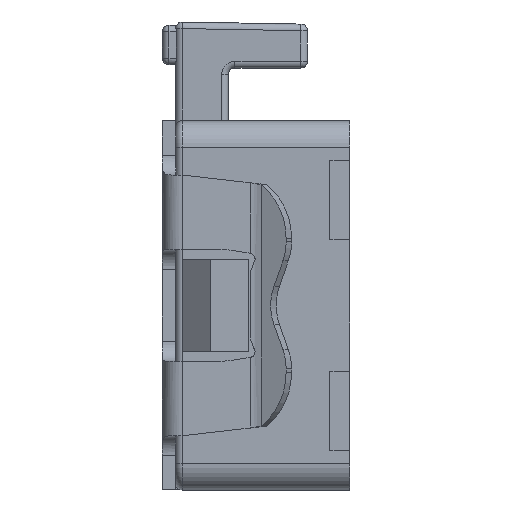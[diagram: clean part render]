
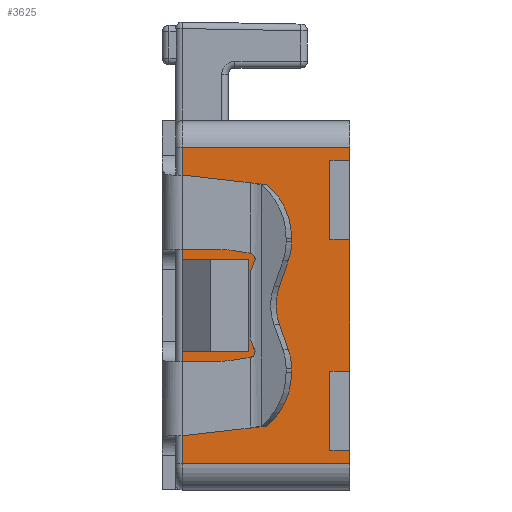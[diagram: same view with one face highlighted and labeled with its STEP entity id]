
A CAD part, left-side view. The second image highlights one B-rep face of the part: STEP entity #3625.
In plain terms, the highlighted planar face has unit normal (-1, 0, 0).
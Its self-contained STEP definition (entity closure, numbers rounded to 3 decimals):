
#54 = ORIENTED_EDGE ( 'NONE', *, *, #8949, .F. ) ;
#107 = VERTEX_POINT ( 'NONE', #4376 ) ;
#165 = VERTEX_POINT ( 'NONE', #6660 ) ;
#256 = VECTOR ( 'NONE', #3514, 1000. ) ;
#339 = VECTOR ( 'NONE', #1231, 1000. ) ;
#380 = VECTOR ( 'NONE', #4284, 1000. ) ;
#490 = CARTESIAN_POINT ( 'NONE',  ( -1.9, -1.27, -1.2 ) ) ;
#576 = VECTOR ( 'NONE', #8259, 1000. ) ;
#793 = ORIENTED_EDGE ( 'NONE', *, *, #4450, .T. ) ;
#829 = EDGE_CURVE ( 'NONE', #8499, #1612, #1545, .T. ) ;
#969 = CARTESIAN_POINT ( 'NONE',  ( -1.9, -1.42, -1.2 ) ) ;
#1177 = ORIENTED_EDGE ( 'NONE', *, *, #829, .F. ) ;
#1180 = ORIENTED_EDGE ( 'NONE', *, *, #2325, .F. ) ;
#1229 = ORIENTED_EDGE ( 'NONE', *, *, #8895, .T. ) ;
#1231 = DIRECTION ( 'NONE',  ( 0., 1., 0. ) ) ;
#1270 = VECTOR ( 'NONE', #1673, 1000. ) ;
#1288 = LINE ( 'NONE', #8006, #339 ) ;
#1300 = DIRECTION ( 'NONE',  ( 0., 0., -1. ) ) ;
#1346 = DIRECTION ( 'NONE',  ( 0., 0., -1. ) ) ;
#1390 = CARTESIAN_POINT ( 'NONE',  ( -1.9, -1.42, -1.2 ) ) ;
#1452 = DIRECTION ( 'NONE',  ( 0., 0., -1. ) ) ;
#1495 = CARTESIAN_POINT ( 'NONE',  ( -1.9, -0.15, 0.35 ) ) ;
#1545 = LINE ( 'NONE', #1390, #6101 ) ;
#1612 = VERTEX_POINT ( 'NONE', #6771 ) ;
#1620 = DIRECTION ( 'NONE',  ( 0., 1., 0. ) ) ;
#1662 = DIRECTION ( 'NONE',  ( 0., 1., 0. ) ) ;
#1673 = DIRECTION ( 'NONE',  ( 0., 0., -1. ) ) ;
#1808 = ORIENTED_EDGE ( 'NONE', *, *, #5342, .T. ) ;
#1890 = VERTEX_POINT ( 'NONE', #6020 ) ;
#1916 = EDGE_CURVE ( 'NONE', #4311, #5520, #3365, .T. ) ;
#1971 = CARTESIAN_POINT ( 'NONE',  ( -1.9, -0.15, -1.2 ) ) ;
#2017 = CARTESIAN_POINT ( 'NONE',  ( -1.9, -7.56, 1.1 ) ) ;
#2042 = EDGE_CURVE ( 'NONE', #3975, #6862, #3958, .T. ) ;
#2301 = CARTESIAN_POINT ( 'NONE',  ( -1.9, -0.655, 0.35 ) ) ;
#2325 = EDGE_CURVE ( 'NONE', #107, #4725, #6664, .T. ) ;
#2346 = ORIENTED_EDGE ( 'NONE', *, *, #4919, .F. ) ;
#2381 = DIRECTION ( 'NONE',  ( 0., 1., 0. ) ) ;
#2451 = ORIENTED_EDGE ( 'NONE', *, *, #2988, .F. ) ;
#2460 = CARTESIAN_POINT ( 'NONE',  ( -1.9, -1.42, -0.5 ) ) ;
#2490 = EDGE_CURVE ( 'NONE', #8499, #9011, #1288, .T. ) ;
#2510 = EDGE_CURVE ( 'NONE', #107, #1890, #8042, .T. ) ;
#2523 = VECTOR ( 'NONE', #2381, 1000. ) ;
#2553 = CARTESIAN_POINT ( 'NONE',  ( -1.9, -1.27, 0.5 ) ) ;
#2892 = ORIENTED_EDGE ( 'NONE', *, *, #5997, .T. ) ;
#2906 = CARTESIAN_POINT ( 'NONE',  ( -1.9, -0.655, -0.35 ) ) ;
#2988 = EDGE_CURVE ( 'NONE', #9305, #7302, #9203, .T. ) ;
#3124 = VECTOR ( 'NONE', #1662, 1000. ) ;
#3136 = AXIS2_PLACEMENT_3D ( 'NONE', #7669, #3948, #9299 ) ;
#3137 = ORIENTED_EDGE ( 'NONE', *, *, #2510, .T. ) ;
#3249 = VECTOR ( 'NONE', #1620, 1000. ) ;
#3312 = ORIENTED_EDGE ( 'NONE', *, *, #2490, .T. ) ;
#3365 = LINE ( 'NONE', #7550, #3249 ) ;
#3368 = LINE ( 'NONE', #7506, #576 ) ;
#3514 = DIRECTION ( 'NONE',  ( 0., -1., 0. ) ) ;
#3625 = ADVANCED_FACE ( 'NONE', ( #8025 ), #7791, .F. ) ;
#3691 = CARTESIAN_POINT ( 'NONE',  ( -1.9, -0.15, -1.2 ) ) ;
#3763 = DIRECTION ( 'NONE',  ( 0., 0., -1. ) ) ;
#3948 = DIRECTION ( 'NONE',  ( 1., 0., 0. ) ) ;
#3958 = LINE ( 'NONE', #9371, #7810 ) ;
#3975 = VERTEX_POINT ( 'NONE', #8710 ) ;
#3999 = CARTESIAN_POINT ( 'NONE',  ( -1.9, -1.27, 1.1 ) ) ;
#4122 = EDGE_CURVE ( 'NONE', #1612, #6862, #5916, .T. ) ;
#4284 = DIRECTION ( 'NONE',  ( 0., 0., 1. ) ) ;
#4311 = VERTEX_POINT ( 'NONE', #5526 ) ;
#4376 = CARTESIAN_POINT ( 'NONE',  ( -1.9, -1.42, 1.2 ) ) ;
#4450 = EDGE_CURVE ( 'NONE', #1890, #7302, #8472, .T. ) ;
#4497 = VECTOR ( 'NONE', #6331, 1000. ) ;
#4585 = CARTESIAN_POINT ( 'NONE',  ( -1.9, -1.42, -1.2 ) ) ;
#4614 = LINE ( 'NONE', #5649, #4497 ) ;
#4657 = LINE ( 'NONE', #5364, #5936 ) ;
#4678 = VECTOR ( 'NONE', #7062, 1000. ) ;
#4725 = VERTEX_POINT ( 'NONE', #8206 ) ;
#4779 = VECTOR ( 'NONE', #5733, 1000. ) ;
#4919 = EDGE_CURVE ( 'NONE', #6173, #5520, #4614, .T. ) ;
#4982 = CARTESIAN_POINT ( 'NONE',  ( -1.9, -7.56, 1.2 ) ) ;
#5077 = LINE ( 'NONE', #2301, #5774 ) ;
#5114 = ORIENTED_EDGE ( 'NONE', *, *, #2042, .T. ) ;
#5342 = EDGE_CURVE ( 'NONE', #9305, #9467, #5077, .T. ) ;
#5364 = CARTESIAN_POINT ( 'NONE',  ( -1.9, -0.655, -0.35 ) ) ;
#5520 = VERTEX_POINT ( 'NONE', #2553 ) ;
#5526 = CARTESIAN_POINT ( 'NONE',  ( -1.9, -1.42, 0.5 ) ) ;
#5649 = CARTESIAN_POINT ( 'NONE',  ( -1.9, -1.27, -1.2 ) ) ;
#5652 = EDGE_CURVE ( 'NONE', #9011, #165, #8221, .T. ) ;
#5679 = ORIENTED_EDGE ( 'NONE', *, *, #1916, .T. ) ;
#5733 = DIRECTION ( 'NONE',  ( 0., 1., 0. ) ) ;
#5774 = VECTOR ( 'NONE', #3763, 1000. ) ;
#5916 = LINE ( 'NONE', #6851, #2523 ) ;
#5936 = VECTOR ( 'NONE', #8335, 1000. ) ;
#5997 = EDGE_CURVE ( 'NONE', #6173, #4725, #6453, .T. ) ;
#6020 = CARTESIAN_POINT ( 'NONE',  ( -1.9, -0.15, 1.2 ) ) ;
#6058 = LINE ( 'NONE', #4585, #1270 ) ;
#6101 = VECTOR ( 'NONE', #1452, 1000. ) ;
#6173 = VERTEX_POINT ( 'NONE', #3999 ) ;
#6331 = DIRECTION ( 'NONE',  ( 0., 0., -1. ) ) ;
#6453 = LINE ( 'NONE', #2017, #256 ) ;
#6660 = CARTESIAN_POINT ( 'NONE',  ( -1.9, -1.27, -0.5 ) ) ;
#6664 = LINE ( 'NONE', #969, #4678 ) ;
#6769 = ORIENTED_EDGE ( 'NONE', *, *, #8275, .T. ) ;
#6771 = CARTESIAN_POINT ( 'NONE',  ( -1.9, -1.42, -1.2 ) ) ;
#6851 = CARTESIAN_POINT ( 'NONE',  ( -1.9, -7.56, -1.2 ) ) ;
#6862 = VERTEX_POINT ( 'NONE', #3691 ) ;
#7062 = DIRECTION ( 'NONE',  ( 0., 0., -1. ) ) ;
#7227 = CARTESIAN_POINT ( 'NONE',  ( -1.9, -0.655, 0.35 ) ) ;
#7302 = VERTEX_POINT ( 'NONE', #1495 ) ;
#7506 = CARTESIAN_POINT ( 'NONE',  ( -1.9, -7.56, -0.5 ) ) ;
#7550 = CARTESIAN_POINT ( 'NONE',  ( -1.9, -7.56, 0.5 ) ) ;
#7669 = CARTESIAN_POINT ( 'NONE',  ( -1.9, -7.56, -1.2 ) ) ;
#7791 = PLANE ( 'NONE',  #3136 ) ;
#7810 = VECTOR ( 'NONE', #1346, 1000. ) ;
#7815 = CARTESIAN_POINT ( 'NONE',  ( -1.9, -1.42, -1.1 ) ) ;
#7876 = VECTOR ( 'NONE', #1300, 1000. ) ;
#8006 = CARTESIAN_POINT ( 'NONE',  ( -1.9, -7.56, -1.1 ) ) ;
#8025 = FACE_OUTER_BOUND ( 'NONE', #8171, .T. ) ;
#8026 = VERTEX_POINT ( 'NONE', #2460 ) ;
#8042 = LINE ( 'NONE', #4982, #4779 ) ;
#8171 = EDGE_LOOP ( 'NONE', ( #2346, #2892, #1180, #3137, #793, #2451, #1808, #1229, #5114, #8606, #1177, #3312, #9295, #6769, #54, #5679 ) ) ;
#8206 = CARTESIAN_POINT ( 'NONE',  ( -1.9, -1.42, 1.1 ) ) ;
#8221 = LINE ( 'NONE', #490, #380 ) ;
#8259 = DIRECTION ( 'NONE',  ( 0., -1., 0. ) ) ;
#8275 = EDGE_CURVE ( 'NONE', #165, #8026, #3368, .T. ) ;
#8335 = DIRECTION ( 'NONE',  ( 0., 1., 0. ) ) ;
#8375 = CARTESIAN_POINT ( 'NONE',  ( -1.9, -0.655, 0.35 ) ) ;
#8472 = LINE ( 'NONE', #1971, #7876 ) ;
#8499 = VERTEX_POINT ( 'NONE', #7815 ) ;
#8606 = ORIENTED_EDGE ( 'NONE', *, *, #4122, .F. ) ;
#8710 = CARTESIAN_POINT ( 'NONE',  ( -1.9, -0.15, -0.35 ) ) ;
#8895 = EDGE_CURVE ( 'NONE', #9467, #3975, #4657, .T. ) ;
#8949 = EDGE_CURVE ( 'NONE', #4311, #8026, #6058, .T. ) ;
#9011 = VERTEX_POINT ( 'NONE', #9241 ) ;
#9203 = LINE ( 'NONE', #8375, #3124 ) ;
#9241 = CARTESIAN_POINT ( 'NONE',  ( -1.9, -1.27, -1.1 ) ) ;
#9295 = ORIENTED_EDGE ( 'NONE', *, *, #5652, .T. ) ;
#9299 = DIRECTION ( 'NONE',  ( 0., 0., -1. ) ) ;
#9305 = VERTEX_POINT ( 'NONE', #7227 ) ;
#9371 = CARTESIAN_POINT ( 'NONE',  ( -1.9, -0.15, -1.2 ) ) ;
#9467 = VERTEX_POINT ( 'NONE', #2906 ) ;
